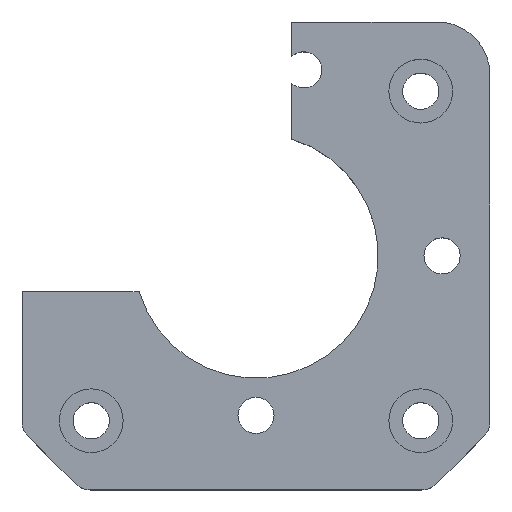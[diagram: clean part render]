
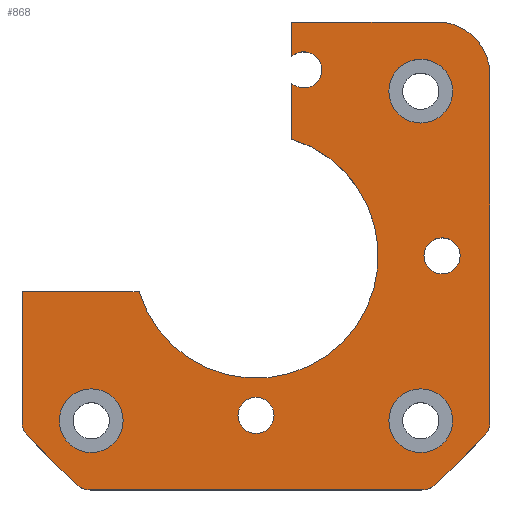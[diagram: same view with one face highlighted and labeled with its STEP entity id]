
A CAD part, top view. The second image highlights one B-rep face of the part: STEP entity #868.
In plain terms, the highlighted planar face has unit normal (0, 0, 1).
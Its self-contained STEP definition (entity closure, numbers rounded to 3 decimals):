
#20=FACE_BOUND('',#139,.T.);
#21=FACE_BOUND('',#140,.T.);
#22=FACE_BOUND('',#141,.T.);
#23=FACE_BOUND('',#142,.T.);
#24=FACE_BOUND('',#143,.T.);
#52=PLANE('',#957);
#90=FACE_OUTER_BOUND('',#138,.T.);
#138=EDGE_LOOP('',(#737,#738,#739,#740,#741,#742,#743,#744,#745,#746,#747,
#748,#749,#750,#751,#752));
#139=EDGE_LOOP('',(#753,#754));
#140=EDGE_LOOP('',(#755,#756));
#141=EDGE_LOOP('',(#757,#758));
#142=EDGE_LOOP('',(#759,#760));
#143=EDGE_LOOP('',(#761,#762));
#182=LINE('',#1324,#260);
#187=LINE('',#1338,#265);
#190=LINE('',#1345,#268);
#191=LINE('',#1348,#269);
#194=LINE('',#1353,#272);
#195=LINE('',#1356,#273);
#200=LINE('',#1369,#278);
#201=LINE('',#1372,#279);
#204=LINE('',#1377,#282);
#260=VECTOR('',#1047,10.);
#265=VECTOR('',#1062,10.);
#268=VECTOR('',#1071,10.);
#269=VECTOR('',#1074,10.);
#272=VECTOR('',#1079,10.);
#273=VECTOR('',#1082,1.);
#278=VECTOR('',#1097,10.);
#279=VECTOR('',#1100,1.);
#282=VECTOR('',#1105,1.);
#315=CIRCLE('',#900,2.);
#329=CIRCLE('',#917,2.);
#330=CIRCLE('',#919,2.);
#331=CIRCLE('',#922,2.);
#332=CIRCLE('',#928,4.95);
#333=CIRCLE('',#930,11.5);
#334=CIRCLE('',#935,1.7);
#341=CIRCLE('',#958,1.7);
#342=CIRCLE('',#959,1.7);
#343=CIRCLE('',#960,3.);
#344=CIRCLE('',#961,3.);
#345=CIRCLE('',#962,3.);
#346=CIRCLE('',#963,3.);
#347=CIRCLE('',#964,1.7);
#348=CIRCLE('',#965,1.7);
#349=CIRCLE('',#966,3.);
#350=CIRCLE('',#967,3.);
#361=VERTEX_POINT('',#1248);
#362=VERTEX_POINT('',#1249);
#397=VERTEX_POINT('',#1323);
#398=VERTEX_POINT('',#1327);
#399=VERTEX_POINT('',#1331);
#400=VERTEX_POINT('',#1332);
#401=VERTEX_POINT('',#1337);
#402=VERTEX_POINT('',#1341);
#403=VERTEX_POINT('',#1347);
#404=VERTEX_POINT('',#1351);
#405=VERTEX_POINT('',#1355);
#406=VERTEX_POINT('',#1359);
#407=VERTEX_POINT('',#1363);
#408=VERTEX_POINT('',#1367);
#409=VERTEX_POINT('',#1371);
#410=VERTEX_POINT('',#1375);
#429=VERTEX_POINT('',#1447);
#430=VERTEX_POINT('',#1448);
#431=VERTEX_POINT('',#1451);
#432=VERTEX_POINT('',#1452);
#433=VERTEX_POINT('',#1455);
#434=VERTEX_POINT('',#1456);
#435=VERTEX_POINT('',#1459);
#436=VERTEX_POINT('',#1460);
#437=VERTEX_POINT('',#1463);
#438=VERTEX_POINT('',#1464);
#449=EDGE_CURVE('',#361,#362,#315,.T.);
#486=EDGE_CURVE('',#362,#397,#182,.T.);
#488=EDGE_CURVE('',#397,#398,#329,.T.);
#490=EDGE_CURVE('',#399,#400,#330,.T.);
#493=EDGE_CURVE('',#400,#401,#187,.T.);
#495=EDGE_CURVE('',#401,#402,#331,.T.);
#497=EDGE_CURVE('',#398,#399,#190,.T.);
#498=EDGE_CURVE('',#402,#403,#191,.T.);
#501=EDGE_CURVE('',#404,#361,#194,.T.);
#502=EDGE_CURVE('',#403,#405,#195,.T.);
#505=EDGE_CURVE('',#404,#406,#332,.F.);
#506=EDGE_CURVE('',#405,#407,#333,.T.);
#509=EDGE_CURVE('',#408,#406,#200,.T.);
#510=EDGE_CURVE('',#409,#407,#201,.T.);
#513=EDGE_CURVE('',#408,#410,#204,.T.);
#514=EDGE_CURVE('',#409,#410,#334,.T.);
#548=EDGE_CURVE('',#429,#430,#341,.T.);
#549=EDGE_CURVE('',#430,#429,#342,.T.);
#550=EDGE_CURVE('',#431,#432,#343,.T.);
#551=EDGE_CURVE('',#432,#431,#344,.T.);
#552=EDGE_CURVE('',#433,#434,#345,.T.);
#553=EDGE_CURVE('',#434,#433,#346,.T.);
#554=EDGE_CURVE('',#435,#436,#347,.T.);
#555=EDGE_CURVE('',#436,#435,#348,.T.);
#556=EDGE_CURVE('',#437,#438,#349,.T.);
#557=EDGE_CURVE('',#438,#437,#350,.T.);
#737=ORIENTED_EDGE('',*,*,#449,.F.);
#738=ORIENTED_EDGE('',*,*,#501,.F.);
#739=ORIENTED_EDGE('',*,*,#505,.T.);
#740=ORIENTED_EDGE('',*,*,#509,.F.);
#741=ORIENTED_EDGE('',*,*,#513,.T.);
#742=ORIENTED_EDGE('',*,*,#514,.F.);
#743=ORIENTED_EDGE('',*,*,#510,.T.);
#744=ORIENTED_EDGE('',*,*,#506,.F.);
#745=ORIENTED_EDGE('',*,*,#502,.F.);
#746=ORIENTED_EDGE('',*,*,#498,.F.);
#747=ORIENTED_EDGE('',*,*,#495,.F.);
#748=ORIENTED_EDGE('',*,*,#493,.F.);
#749=ORIENTED_EDGE('',*,*,#490,.F.);
#750=ORIENTED_EDGE('',*,*,#497,.F.);
#751=ORIENTED_EDGE('',*,*,#488,.F.);
#752=ORIENTED_EDGE('',*,*,#486,.F.);
#753=ORIENTED_EDGE('',*,*,#548,.F.);
#754=ORIENTED_EDGE('',*,*,#549,.F.);
#755=ORIENTED_EDGE('',*,*,#550,.F.);
#756=ORIENTED_EDGE('',*,*,#551,.F.);
#757=ORIENTED_EDGE('',*,*,#552,.F.);
#758=ORIENTED_EDGE('',*,*,#553,.F.);
#759=ORIENTED_EDGE('',*,*,#554,.F.);
#760=ORIENTED_EDGE('',*,*,#555,.F.);
#761=ORIENTED_EDGE('',*,*,#556,.F.);
#762=ORIENTED_EDGE('',*,*,#557,.F.);
#868=ADVANCED_FACE('',(#90,#20,#21,#22,#23,#24),#52,.T.);
#900=AXIS2_PLACEMENT_3D('',#1250,#992,#993);
#917=AXIS2_PLACEMENT_3D('',#1328,#1051,#1052);
#919=AXIS2_PLACEMENT_3D('',#1333,#1056,#1057);
#922=AXIS2_PLACEMENT_3D('',#1342,#1066,#1067);
#928=AXIS2_PLACEMENT_3D('',#1361,#1087,#1088);
#930=AXIS2_PLACEMENT_3D('',#1364,#1091,#1092);
#935=AXIS2_PLACEMENT_3D('',#1379,#1108,#1109);
#957=AXIS2_PLACEMENT_3D('',#1446,#1179,#1180);
#958=AXIS2_PLACEMENT_3D('',#1449,#1181,#1182);
#959=AXIS2_PLACEMENT_3D('',#1450,#1183,#1184);
#960=AXIS2_PLACEMENT_3D('',#1453,#1185,#1186);
#961=AXIS2_PLACEMENT_3D('',#1454,#1187,#1188);
#962=AXIS2_PLACEMENT_3D('',#1457,#1189,#1190);
#963=AXIS2_PLACEMENT_3D('',#1458,#1191,#1192);
#964=AXIS2_PLACEMENT_3D('',#1461,#1193,#1194);
#965=AXIS2_PLACEMENT_3D('',#1462,#1195,#1196);
#966=AXIS2_PLACEMENT_3D('',#1465,#1197,#1198);
#967=AXIS2_PLACEMENT_3D('',#1466,#1199,#1200);
#992=DIRECTION('center_axis',(0.,0.,-1.));
#993=DIRECTION('ref_axis',(0.924,-0.383,0.));
#1047=DIRECTION('',(-0.707,-0.707,0.));
#1051=DIRECTION('center_axis',(0.,0.,-1.));
#1052=DIRECTION('ref_axis',(0.383,-0.924,0.));
#1056=DIRECTION('center_axis',(0.,0.,-1.));
#1057=DIRECTION('ref_axis',(-0.383,-0.924,0.));
#1062=DIRECTION('',(-0.707,0.707,0.));
#1066=DIRECTION('center_axis',(0.,0.,-1.));
#1067=DIRECTION('ref_axis',(-0.924,-0.383,0.));
#1071=DIRECTION('',(-1.,0.,0.));
#1074=DIRECTION('',(0.,1.,0.));
#1079=DIRECTION('',(0.,-1.,0.));
#1082=DIRECTION('',(1.,0.,0.));
#1087=DIRECTION('center_axis',(0.,0.,-1.));
#1088=DIRECTION('ref_axis',(1.,0.,0.));
#1091=DIRECTION('center_axis',(0.,0.,1.));
#1092=DIRECTION('ref_axis',(1.,0.,0.));
#1097=DIRECTION('',(1.,0.,0.));
#1100=DIRECTION('',(0.,-1.,0.));
#1105=DIRECTION('',(0.,-1.,0.));
#1108=DIRECTION('center_axis',(0.,0.,1.));
#1109=DIRECTION('ref_axis',(1.,0.,0.));
#1179=DIRECTION('center_axis',(0.,0.,1.));
#1180=DIRECTION('ref_axis',(1.,0.,0.));
#1181=DIRECTION('center_axis',(0.,0.,1.));
#1182=DIRECTION('ref_axis',(1.,0.,0.));
#1183=DIRECTION('center_axis',(0.,0.,1.));
#1184=DIRECTION('ref_axis',(1.,0.,0.));
#1185=DIRECTION('center_axis',(0.,0.,1.));
#1186=DIRECTION('ref_axis',(1.,0.,0.));
#1187=DIRECTION('center_axis',(0.,0.,1.));
#1188=DIRECTION('ref_axis',(1.,0.,0.));
#1189=DIRECTION('center_axis',(0.,0.,1.));
#1190=DIRECTION('ref_axis',(1.,0.,0.));
#1191=DIRECTION('center_axis',(0.,0.,1.));
#1192=DIRECTION('ref_axis',(1.,0.,0.));
#1193=DIRECTION('center_axis',(0.,0.,1.));
#1194=DIRECTION('ref_axis',(1.,0.,0.));
#1195=DIRECTION('center_axis',(0.,0.,1.));
#1196=DIRECTION('ref_axis',(1.,0.,0.));
#1197=DIRECTION('center_axis',(0.,0.,1.));
#1198=DIRECTION('ref_axis',(1.,0.,0.));
#1199=DIRECTION('center_axis',(0.,0.,1.));
#1200=DIRECTION('ref_axis',(1.,0.,0.));
#1248=CARTESIAN_POINT('',(22.,-15.586,4.));
#1249=CARTESIAN_POINT('',(21.414,-17.,4.));
#1250=CARTESIAN_POINT('Origin',(20.,-15.586,4.));
#1323=CARTESIAN_POINT('',(17.,-21.414,4.));
#1324=CARTESIAN_POINT('',(25.296,-13.119,4.));
#1327=CARTESIAN_POINT('',(15.586,-22.,4.));
#1328=CARTESIAN_POINT('Origin',(15.586,-20.,4.));
#1331=CARTESIAN_POINT('',(-15.586,-22.,4.));
#1332=CARTESIAN_POINT('',(-17.,-21.414,4.));
#1333=CARTESIAN_POINT('Origin',(-15.586,-20.,4.));
#1337=CARTESIAN_POINT('',(-21.414,-17.,4.));
#1338=CARTESIAN_POINT('',(-23.619,-14.796,4.));
#1341=CARTESIAN_POINT('',(-22.,-15.586,4.));
#1342=CARTESIAN_POINT('Origin',(-20.,-15.586,4.));
#1345=CARTESIAN_POINT('',(12.177,-22.,4.));
#1347=CARTESIAN_POINT('',(-22.,-3.354,4.));
#1348=CARTESIAN_POINT('',(-22.,0.,4.));
#1351=CARTESIAN_POINT('',(22.,17.05,4.));
#1353=CARTESIAN_POINT('',(22.,21.,4.));
#1355=CARTESIAN_POINT('',(-11.,-3.354,4.));
#1356=CARTESIAN_POINT('',(-21.,-3.354,4.));
#1359=CARTESIAN_POINT('',(17.05,22.,4.));
#1361=CARTESIAN_POINT('Origin',(17.05,17.05,4.));
#1363=CARTESIAN_POINT('',(3.354,11.,4.));
#1364=CARTESIAN_POINT('Origin',(0.,0.,4.));
#1367=CARTESIAN_POINT('',(3.354,22.,4.));
#1369=CARTESIAN_POINT('',(3.354,22.,4.));
#1371=CARTESIAN_POINT('',(3.354,16.244,4.));
#1372=CARTESIAN_POINT('',(3.354,21.,4.));
#1375=CARTESIAN_POINT('',(3.354,18.756,4.));
#1377=CARTESIAN_POINT('',(3.354,21.,4.));
#1379=CARTESIAN_POINT('Origin',(4.5,17.5,4.));
#1446=CARTESIAN_POINT('Origin',(3.354,21.,4.));
#1447=CARTESIAN_POINT('',(1.7,-15.,4.));
#1448=CARTESIAN_POINT('',(-1.7,-15.,4.));
#1449=CARTESIAN_POINT('Origin',(0.,-15.,4.));
#1450=CARTESIAN_POINT('Origin',(0.,-15.,4.));
#1451=CARTESIAN_POINT('',(18.5,-15.5,4.));
#1452=CARTESIAN_POINT('',(12.5,-15.5,4.));
#1453=CARTESIAN_POINT('Origin',(15.5,-15.5,4.));
#1454=CARTESIAN_POINT('Origin',(15.5,-15.5,4.));
#1455=CARTESIAN_POINT('',(18.5,15.5,4.));
#1456=CARTESIAN_POINT('',(12.5,15.5,4.));
#1457=CARTESIAN_POINT('Origin',(15.5,15.5,4.));
#1458=CARTESIAN_POINT('Origin',(15.5,15.5,4.));
#1459=CARTESIAN_POINT('',(19.2,0.,4.));
#1460=CARTESIAN_POINT('',(15.8,0.,4.));
#1461=CARTESIAN_POINT('Origin',(17.5,0.,4.));
#1462=CARTESIAN_POINT('Origin',(17.5,0.,4.));
#1463=CARTESIAN_POINT('',(-12.5,-15.5,4.));
#1464=CARTESIAN_POINT('',(-18.5,-15.5,4.));
#1465=CARTESIAN_POINT('Origin',(-15.5,-15.5,4.));
#1466=CARTESIAN_POINT('Origin',(-15.5,-15.5,4.));
